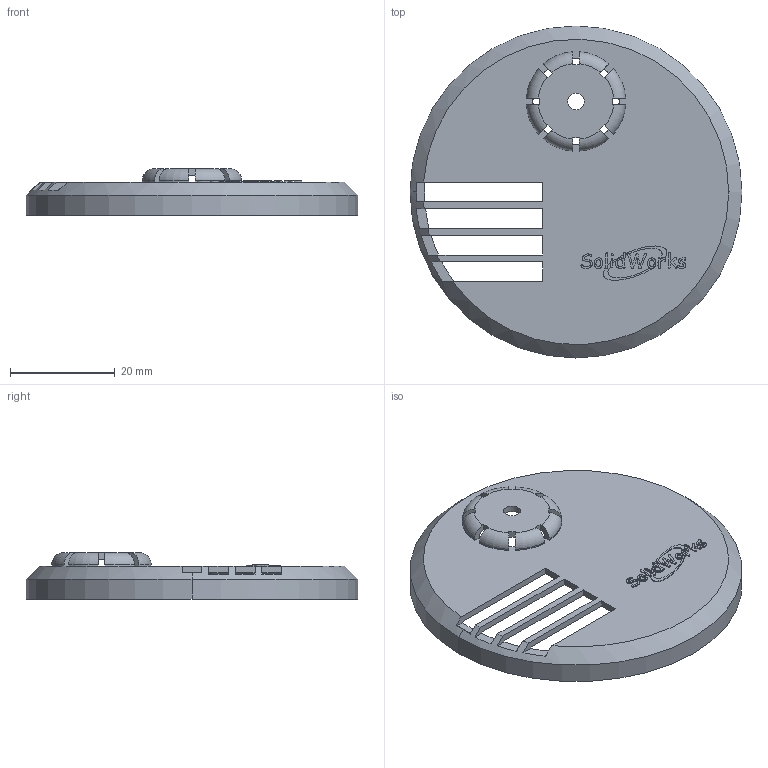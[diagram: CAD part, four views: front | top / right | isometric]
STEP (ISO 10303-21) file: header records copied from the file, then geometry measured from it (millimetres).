
FILE_DESCRIPTION (( 'STEP AP203' ), '1' );
FILE_NAME ('L6.STEP', '2026-01-05T22:48:46', ( '' ), ( '' ), 'SwSTEP 2.0', 'SolidWorks 2026', '' );
FILE_SCHEMA (( 'CONFIG_CONTROL_DESIGN' ));
Length unit declared in the file: inch
Products named in the file (1): L6
Bounding box: 63.5 x 63.5 x 8.89 mm (x, y, z)
Volume: 4488 mm3; surface area: 7913.6 mm2
Topology: 1 solids, 1 shells, 323 faces, 992 edges, 660 vertices
Faces by surface type: bspline 192, plane 93, cylinder 18, torus 16, cone 4
Entity records: 17150 total; most frequent: CARTESIAN_POINT 9608, ORIENTED_EDGE 1984, EDGE_CURVE 992, DIRECTION 886, VERTEX_POINT 660, LINE 450, VECTOR 450, B_SPLINE_CURVE_WITH_KNOTS 426
